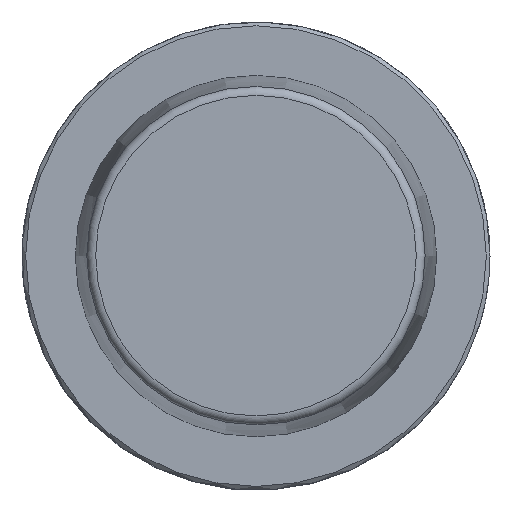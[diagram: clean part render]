
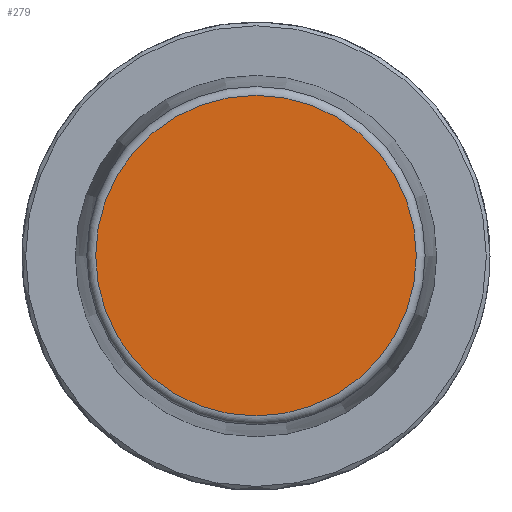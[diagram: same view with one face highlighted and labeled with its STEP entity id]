
A CAD part, top view. The second image highlights one B-rep face of the part: STEP entity #279.
In plain terms, the highlighted planar face has unit normal (0, 0, 1).
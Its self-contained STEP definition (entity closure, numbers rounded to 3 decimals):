
#279=ADVANCED_FACE('',(#351),#312,.T.);
#312=PLANE('',#1097);
#351=FACE_OUTER_BOUND('',#412,.T.);
#412=EDGE_LOOP('',(#617));
#617=ORIENTED_EDGE('',*,*,#918,.F.);
#795=VERTEX_POINT('',#1898);
#918=EDGE_CURVE('',#795,#795,#981,.T.);
#981=CIRCLE('',#1095,21.576);
#1095=AXIS2_PLACEMENT_3D('',#1897,#1320,#1321);
#1097=AXIS2_PLACEMENT_3D('',#1900,#1324,#1325);
#1320=DIRECTION('',(0.,0.,-1.));
#1321=DIRECTION('',(1.,0.,0.));
#1324=DIRECTION('',(0.,0.,1.));
#1325=DIRECTION('',(-1.,0.,0.));
#1897=CARTESIAN_POINT('',(0.,0.,32.));
#1898=CARTESIAN_POINT('',(21.576,0.,32.));
#1900=CARTESIAN_POINT('',(0.,-21.576,32.));
